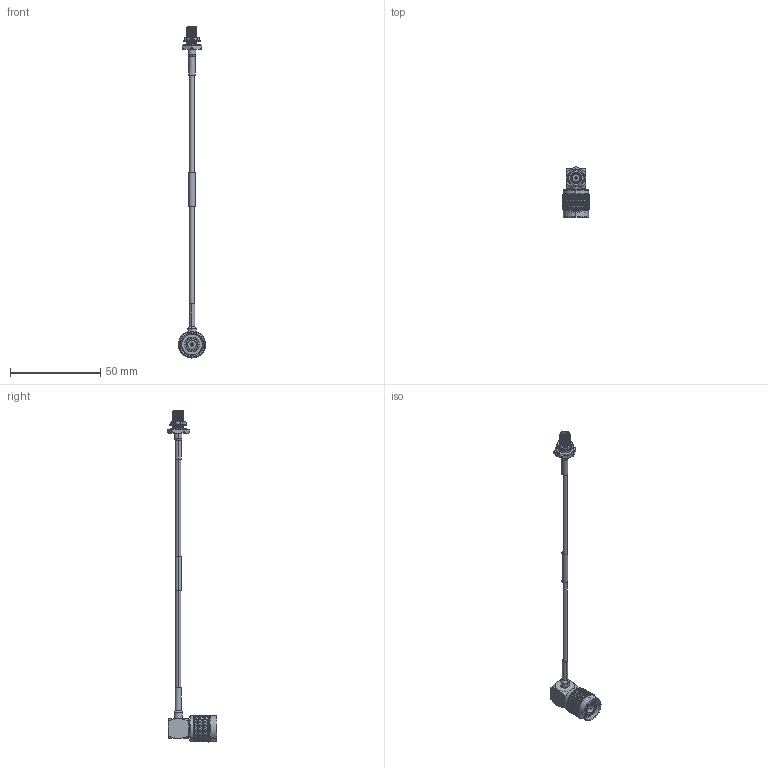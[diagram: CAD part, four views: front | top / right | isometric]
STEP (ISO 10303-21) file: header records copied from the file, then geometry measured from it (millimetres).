
FILE_DESCRIPTION (( 'STEP AP214' ), '1' );
FILE_NAME ('LCCA30633.step', '2020-05-06T20:35:56', ( '' ), ( '' ), 'SwSTEP 2.0', 'SolidWorks 2018', '' );
FILE_SCHEMA (( 'AUTOMOTIVE_DESIGN' ));
Length unit declared in the file: inch
Products named in the file (5): LCCA30633; LCCN3048^LCCA30633_Heat Shrink; LC085TBJ^LCCA30633; Label^LCCA30633; LCCN3060^LCCA30633_Heat Shrink
Assembly tree (4 placements, depth 2):
  LCCA30633
    LC085TBJ^LCCA30633
    Label^LCCA30633
    LCCN3048^LCCA30633_Heat Shrink
    LCCN3060^LCCA30633_Heat Shrink
Bounding box: 14.99 x 27.76 x 184.4 mm (x, y, z)
Volume: 4787.8 mm3; surface area: 5242.5 mm2
Topology: 7 solids, 7 shells, 2325 faces, 5103 edges, 2806 vertices
Faces by surface type: bspline 1690, cylinder 483, plane 85, cone 59, torus 8
Entity records: 106820 total; most frequent: CARTESIAN_POINT 73949, ORIENTED_EDGE 10206, EDGE_CURVE 5103, VERTEX_POINT 2806, EDGE_LOOP 2345, DIRECTION 2332, FACE_OUTER_BOUND 2325, ADVANCED_FACE 2325
